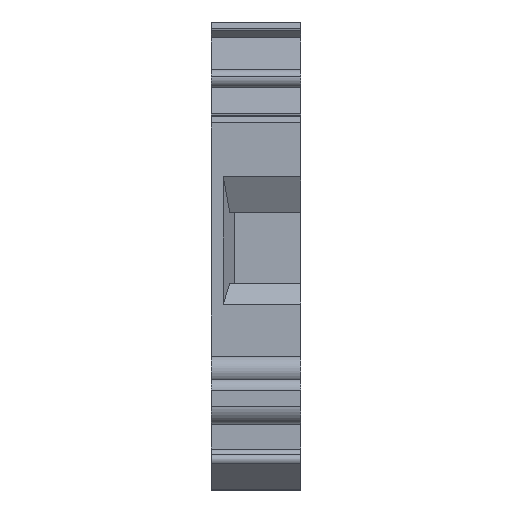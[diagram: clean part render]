
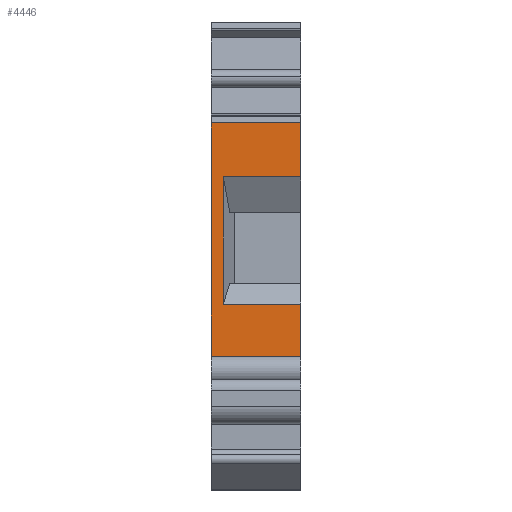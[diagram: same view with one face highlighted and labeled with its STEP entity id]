
A CAD part, front view. The second image highlights one B-rep face of the part: STEP entity #4446.
In plain terms, the highlighted planar face has unit normal (0, -1, 0).
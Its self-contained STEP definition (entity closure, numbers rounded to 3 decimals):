
#1204=AXIS2_PLACEMENT_3D('Plane Axis2P3D',#1201,#1202,#1203) ;
#81=CARTESIAN_POINT('Vertex',(0.689,2.995,10.429)) ;
#102=CARTESIAN_POINT('Vertex',(0.689,2.995,17.557)) ;
#105=CARTESIAN_POINT('Line Origine',(0.689,2.995,13.993)) ;
#152=CARTESIAN_POINT('Vertex',(5.03,2.995,10.429)) ;
#155=CARTESIAN_POINT('Line Origine',(5.03,2.995,8.957)) ;
#159=CARTESIAN_POINT('Vertex',(5.03,2.995,7.485)) ;
#971=CARTESIAN_POINT('Vertex',(5.03,2.995,20.587)) ;
#974=CARTESIAN_POINT('Line Origine',(5.03,2.995,19.072)) ;
#978=CARTESIAN_POINT('Vertex',(5.03,2.995,17.557)) ;
#1124=CARTESIAN_POINT('Line Origine',(2.859,2.995,10.429)) ;
#1158=CARTESIAN_POINT('Line Origine',(2.859,2.995,17.557)) ;
#1182=CARTESIAN_POINT('Line Origine',(1.905,2.995,7.485)) ;
#1186=CARTESIAN_POINT('Vertex',(0.,2.995,7.485)) ;
#1201=CARTESIAN_POINT('Axis2P3D Location',(0.,2.995,20.587)) ;
#3996=CARTESIAN_POINT('Line Origine',(2.515,2.995,20.587)) ;
#4000=CARTESIAN_POINT('Vertex',(0.,2.995,20.587)) ;
#4297=CARTESIAN_POINT('Line Origine',(0.,2.995,8.821)) ;
#4301=CARTESIAN_POINT('Vertex',(0.,2.995,10.156)) ;
#4304=CARTESIAN_POINT('Line Origine',(0.,2.995,14.029)) ;
#4308=CARTESIAN_POINT('Vertex',(0.,2.995,17.902)) ;
#4311=CARTESIAN_POINT('Line Origine',(0.,2.995,19.245)) ;
#106=DIRECTION('Vector Direction',(0.,0.,1.)) ;
#156=DIRECTION('Vector Direction',(0.,0.,-1.)) ;
#975=DIRECTION('Vector Direction',(0.,0.,-1.)) ;
#1125=DIRECTION('Vector Direction',(1.,0.,0.)) ;
#1159=DIRECTION('Vector Direction',(1.,0.,0.)) ;
#1183=DIRECTION('Vector Direction',(1.,0.,0.)) ;
#1202=DIRECTION('Axis2P3D Direction',(0.,-1.,0.)) ;
#1203=DIRECTION('Axis2P3D XDirection',(0.,0.,-1.)) ;
#3997=DIRECTION('Vector Direction',(-1.,0.,0.)) ;
#4298=DIRECTION('Vector Direction',(0.,0.,-1.)) ;
#4305=DIRECTION('Vector Direction',(0.,0.,1.)) ;
#4312=DIRECTION('Vector Direction',(0.,0.,-1.)) ;
#107=VECTOR('Line Direction',#106,1.) ;
#157=VECTOR('Line Direction',#156,1.) ;
#976=VECTOR('Line Direction',#975,1.) ;
#1126=VECTOR('Line Direction',#1125,1.) ;
#1160=VECTOR('Line Direction',#1159,1.) ;
#1184=VECTOR('Line Direction',#1183,1.) ;
#3998=VECTOR('Line Direction',#3997,1.) ;
#4299=VECTOR('Line Direction',#4298,1.) ;
#4306=VECTOR('Line Direction',#4305,1.) ;
#4313=VECTOR('Line Direction',#4312,1.) ;
#4435=ORIENTED_EDGE('',*,*,#4303,.T.) ;
#4436=ORIENTED_EDGE('',*,*,#1188,.F.) ;
#4437=ORIENTED_EDGE('',*,*,#161,.F.) ;
#4438=ORIENTED_EDGE('',*,*,#1128,.F.) ;
#4439=ORIENTED_EDGE('',*,*,#109,.T.) ;
#4440=ORIENTED_EDGE('',*,*,#1162,.F.) ;
#4441=ORIENTED_EDGE('',*,*,#980,.F.) ;
#4442=ORIENTED_EDGE('',*,*,#4002,.T.) ;
#4443=ORIENTED_EDGE('',*,*,#4315,.T.) ;
#4444=ORIENTED_EDGE('',*,*,#4310,.T.) ;
#4446=ADVANCED_FACE('KLTR',(#4445),#1205,.T.) ;
#109=EDGE_CURVE('',#82,#103,#108,.T.) ;
#161=EDGE_CURVE('',#153,#160,#158,.T.) ;
#980=EDGE_CURVE('',#972,#979,#977,.T.) ;
#1128=EDGE_CURVE('',#82,#153,#1127,.T.) ;
#1162=EDGE_CURVE('',#979,#103,#1161,.F.) ;
#1188=EDGE_CURVE('',#160,#1187,#1185,.F.) ;
#4002=EDGE_CURVE('',#972,#4001,#3999,.T.) ;
#4303=EDGE_CURVE('',#4302,#1187,#4300,.T.) ;
#4310=EDGE_CURVE('',#4309,#4302,#4307,.F.) ;
#4315=EDGE_CURVE('',#4001,#4309,#4314,.T.) ;
#4434=EDGE_LOOP('',(#4435,#4436,#4437,#4438,#4439,#4440,#4441,#4442,#4443,#4444)) ;
#4445=FACE_OUTER_BOUND('',#4434,.T.) ;
#108=LINE('Line',#105,#107) ;
#158=LINE('Line',#155,#157) ;
#977=LINE('Line',#974,#976) ;
#1127=LINE('Line',#1124,#1126) ;
#1161=LINE('Line',#1158,#1160) ;
#1185=LINE('Line',#1182,#1184) ;
#3999=LINE('Line',#3996,#3998) ;
#4300=LINE('Line',#4297,#4299) ;
#4307=LINE('Line',#4304,#4306) ;
#4314=LINE('Line',#4311,#4313) ;
#1205=PLANE('',#1204) ;
#82=VERTEX_POINT('',#81) ;
#103=VERTEX_POINT('',#102) ;
#153=VERTEX_POINT('',#152) ;
#160=VERTEX_POINT('',#159) ;
#972=VERTEX_POINT('',#971) ;
#979=VERTEX_POINT('',#978) ;
#1187=VERTEX_POINT('',#1186) ;
#4001=VERTEX_POINT('',#4000) ;
#4302=VERTEX_POINT('',#4301) ;
#4309=VERTEX_POINT('',#4308) ;
